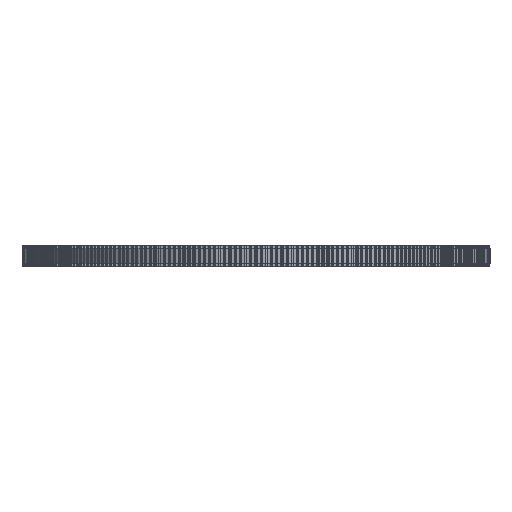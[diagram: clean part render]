
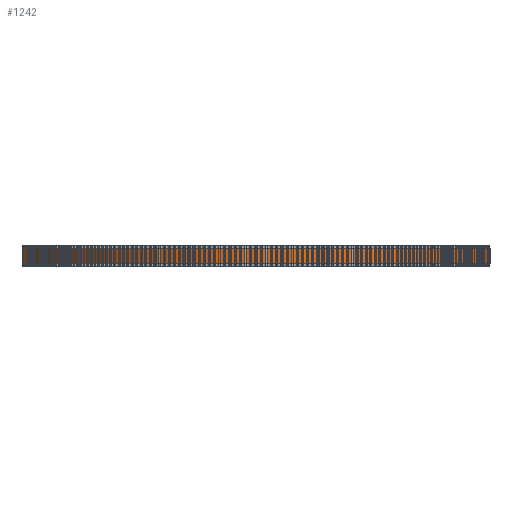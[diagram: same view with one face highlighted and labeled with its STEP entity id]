
A CAD part, front view. The second image highlights one B-rep face of the part: STEP entity #1242.
In plain terms, the highlighted cylindrical face has radius 89.127 mm (diameter 178.254 mm), a full revolution.
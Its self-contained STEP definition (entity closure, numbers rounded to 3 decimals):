
#97=FACE_BOUND('',#4608,.T.);
#98=FACE_BOUND('',#4609,.T.);
#1242=ADVANCED_FACE('',(#97,#98),#2363,.T.);
#2363=CYLINDRICAL_SURFACE('',#24783,89.127);
#4608=EDGE_LOOP('',(#13570));
#4609=EDGE_LOOP('',(#13571));
#13570=ORIENTED_EDGE('',*,*,#19174,.T.);
#13571=ORIENTED_EDGE('',*,*,#19175,.T.);
#15812=VERTEX_POINT('',#39360);
#15813=VERTEX_POINT('',#39362);
#19174=EDGE_CURVE('',#15812,#15812,#21416,.T.);
#19175=EDGE_CURVE('',#15813,#15813,#21417,.T.);
#21416=CIRCLE('',#24781,89.127);
#21417=CIRCLE('',#24782,89.127);
#24781=AXIS2_PLACEMENT_3D('',#39359,#32630,#32631);
#24782=AXIS2_PLACEMENT_3D('',#39361,#32632,#32633);
#24783=AXIS2_PLACEMENT_3D('',#39363,#32634,#32635);
#32630=DIRECTION('',(0.,0.,1.));
#32631=DIRECTION('',(1.,0.,0.));
#32632=DIRECTION('',(0.,0.,-1.));
#32633=DIRECTION('',(1.,0.,0.));
#32634=DIRECTION('',(0.,0.,1.));
#32635=DIRECTION('',(1.,0.,0.));
#39359=CARTESIAN_POINT('',(0.,0.,1.));
#39360=CARTESIAN_POINT('',(89.127,0.,1.));
#39361=CARTESIAN_POINT('',(0.,0.,7.));
#39362=CARTESIAN_POINT('',(89.127,0.,7.));
#39363=CARTESIAN_POINT('',(0.,0.,1.));
